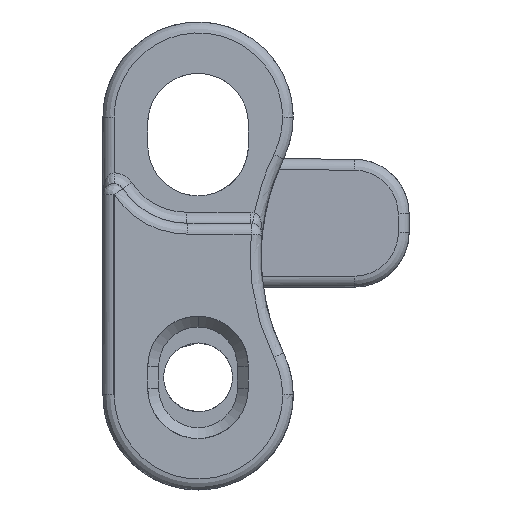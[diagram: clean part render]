
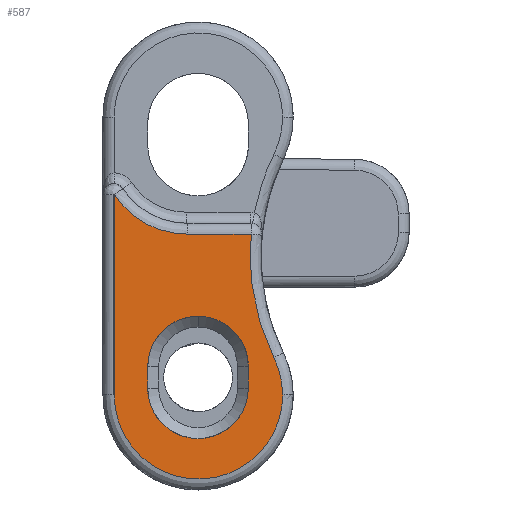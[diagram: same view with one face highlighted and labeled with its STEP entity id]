
A CAD part, left-side view. The second image highlights one B-rep face of the part: STEP entity #587.
In plain terms, the highlighted planar face has unit normal (-0.999, -0.035, 0).
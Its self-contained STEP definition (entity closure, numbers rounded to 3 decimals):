
#188 = VERTEX_POINT ( 'NONE', #14958 ) ;
#200 = CARTESIAN_POINT ( 'NONE',  ( -42.092, -7.82, -4.646 ) ) ;
#285 = AXIS2_PLACEMENT_3D ( 'NONE', #16946, #15564, #16703 ) ;
#539 = CARTESIAN_POINT ( 'NONE',  ( -42.092, -7.82, -4.646 ) ) ;
#587 = ADVANCED_FACE ( 'NONE', ( #2306, #10253 ), #10336, .T. ) ;
#737 = DIRECTION ( 'NONE',  ( 0., 0., -1. ) ) ;
#896 = CARTESIAN_POINT ( 'NONE',  ( -42.078, -8.217, -6.35 ) ) ;
#1009 = CARTESIAN_POINT ( 'NONE',  ( -42.078, -8.217, -5.757 ) ) ;
#1134 = CARTESIAN_POINT ( 'NONE',  ( -42.347, -0.517, -6.35 ) ) ;
#1347 = CARTESIAN_POINT ( 'NONE',  ( -42.278, -2.484, 1. ) ) ;
#1602 = CARTESIAN_POINT ( 'NONE',  ( -42.128, -6.784, 1. ) ) ;
#1688 = CARTESIAN_POINT ( 'NONE',  ( -42.293, -2.05, -5.05 ) ) ;
#2084 =( BOUNDED_CURVE ( )  B_SPLINE_CURVE ( 3, ( #200, #13438, #8063, #14585 ),
 .UNSPECIFIED., .F., .T. ) 
 B_SPLINE_CURVE_WITH_KNOTS ( ( 4, 4 ),
 ( 2.683, 3.237 ),
 .UNSPECIFIED. ) 
 CURVE ( )  GEOMETRIC_REPRESENTATION_ITEM ( )  RATIONAL_B_SPLINE_CURVE ( ( 1., 0.975, 0.975, 1. ) ) 
 REPRESENTATION_ITEM ( '' )  );
#2114 = DIRECTION ( 'NONE',  ( 0., 0., -1. ) ) ;
#2136 = CARTESIAN_POINT ( 'NONE',  ( -42.092, -7.82, -4.646 ) ) ;
#2199 = VERTEX_POINT ( 'NONE', #15308 ) ;
#2306 = FACE_BOUND ( 'NONE', #13498, .T. ) ;
#2498 = LINE ( 'NONE', #6309, #12847 ) ;
#2861 = VERTEX_POINT ( 'NONE', #13853 ) ;
#2920 = VERTEX_POINT ( 'NONE', #15747 ) ;
#3060 = LINE ( 'NONE', #8321, #9525 ) ;
#3454 = CARTESIAN_POINT ( 'NONE',  ( -42.166, -5.697, -8.35 ) ) ;
#3526 = ORIENTED_EDGE ( 'NONE', *, *, #13708, .T. ) ;
#3529 = CARTESIAN_POINT ( 'NONE',  ( -42.083, -8.083, -5.179 ) ) ;
#3639 = ORIENTED_EDGE ( 'NONE', *, *, #12097, .T. ) ;
#3652 = CARTESIAN_POINT ( 'NONE',  ( -42.26, -3.003, -8.35 ) ) ;
#3702 = CARTESIAN_POINT ( 'NONE',  ( -42.321, -1.273, 1.652 ) ) ;
#4365 = CARTESIAN_POINT ( 'NONE',  ( -42.133, -6.65, -5.05 ) ) ;
#4557 = CARTESIAN_POINT ( 'NONE',  ( -42.133, -6.65, -5.05 ) ) ;
#4669 = CARTESIAN_POINT ( 'NONE',  ( -42.133, -6.65, -6.05 ) ) ;
#5023 = ORIENTED_EDGE ( 'NONE', *, *, #14769, .T. ) ;
#5312 = CARTESIAN_POINT ( 'NONE',  ( -42.293, -2.05, -5.05 ) ) ;
#5332 = EDGE_CURVE ( 'NONE', #13292, #2199, #10766, .T. ) ;
#5349 = LINE ( 'NONE', #11224, #15432 ) ;
#5465 = EDGE_CURVE ( 'NONE', #8038, #8208, #16577, .T. ) ;
#6121 = EDGE_CURVE ( 'NONE', #2199, #11159, #10824, .T. ) ;
#6157 = CARTESIAN_POINT ( 'NONE',  ( -42.347, -0.517, -14.05 ) ) ;
#6309 = CARTESIAN_POINT ( 'NONE',  ( -42.293, -2.05, -6.05 ) ) ;
#6383 = DIRECTION ( 'NONE',  ( 0., 0., 1. ) ) ;
#7419 =( BOUNDED_CURVE ( )  B_SPLINE_CURVE ( 3, ( #14250, #1009, #3529, #2136 ),
 .UNSPECIFIED., .F., .T. ) 
 B_SPLINE_CURVE_WITH_KNOTS ( ( 4, 4 ),
 ( 0., 0.458 ),
 .UNSPECIFIED. ) 
 CURVE ( )  GEOMETRIC_REPRESENTATION_ITEM ( )  RATIONAL_B_SPLINE_CURVE ( ( 1., 0.983, 0.983, 1. ) ) 
 REPRESENTATION_ITEM ( '' )  );
#7427 = CARTESIAN_POINT ( 'NONE',  ( -42.133, -6.65, -6.05 ) ) ;
#7664 = CARTESIAN_POINT ( 'NONE',  ( -42.133, -6.65, -7.397 ) ) ;
#7721 = EDGE_CURVE ( 'NONE', #2861, #2920, #15510, .T. ) ;
#7946 = ORIENTED_EDGE ( 'NONE', *, *, #14825, .T. ) ;
#8038 = VERTEX_POINT ( 'NONE', #5312 ) ;
#8063 = CARTESIAN_POINT ( 'NONE',  ( -42.135, -6.597, -0.955 ) ) ;
#8208 = VERTEX_POINT ( 'NONE', #4365 ) ;
#8321 = CARTESIAN_POINT ( 'NONE',  ( -42.133, -6.65, -6.05 ) ) ;
#8770 = VERTEX_POINT ( 'NONE', #16456 ) ;
#8918 = CARTESIAN_POINT ( 'NONE',  ( -42.293, -2.05, -6.05 ) ) ;
#8933 = EDGE_LOOP ( 'NONE', ( #15495, #14755, #7946, #12820, #5023, #10771 ) ) ;
#8966 = CARTESIAN_POINT ( 'NONE',  ( -42.347, -0.517, 2.8 ) ) ;
#9525 = VECTOR ( 'NONE', #737, 1000. ) ;
#9738 = CARTESIAN_POINT ( 'NONE',  ( -42.133, -6.65, -0.45 ) ) ;
#9880 = ORIENTED_EDGE ( 'NONE', *, *, #5332, .T. ) ;
#10253 = FACE_OUTER_BOUND ( 'NONE', #8933, .T. ) ;
#10336 = PLANE ( 'NONE',  #285 ) ;
#10613 = VECTOR ( 'NONE', #2114, 1000. ) ;
#10766 =( BOUNDED_CURVE ( )  B_SPLINE_CURVE ( 3, ( #4669, #7664, #3454, #11323 ),
 .UNSPECIFIED., .F., .T. ) 
 B_SPLINE_CURVE_WITH_KNOTS ( ( 4, 4 ),
 ( 0., 1.571 ),
 .UNSPECIFIED. ) 
 CURVE ( )  GEOMETRIC_REPRESENTATION_ITEM ( )  RATIONAL_B_SPLINE_CURVE ( ( 1., 0.805, 0.805, 1. ) ) 
 REPRESENTATION_ITEM ( '' )  );
#10771 = ORIENTED_EDGE ( 'NONE', *, *, #7721, .T. ) ;
#10824 =( BOUNDED_CURVE ( )  B_SPLINE_CURVE ( 3, ( #12737, #3652, #11444, #8918 ),
 .UNSPECIFIED., .F., .T. ) 
 B_SPLINE_CURVE_WITH_KNOTS ( ( 4, 4 ),
 ( 1.571, 3.142 ),
 .UNSPECIFIED. ) 
 CURVE ( )  GEOMETRIC_REPRESENTATION_ITEM ( )  RATIONAL_B_SPLINE_CURVE ( ( 1., 0.805, 0.805, 1. ) ) 
 REPRESENTATION_ITEM ( '' )  );
#11055 = EDGE_CURVE ( 'NONE', #2920, #188, #16680, .T. ) ;
#11159 = VERTEX_POINT ( 'NONE', #14057 ) ;
#11224 = CARTESIAN_POINT ( 'NONE',  ( -42.365, 0., 1. ) ) ;
#11323 = CARTESIAN_POINT ( 'NONE',  ( -42.213, -4.35, -8.35 ) ) ;
#11428 = VERTEX_POINT ( 'NONE', #539 ) ;
#11444 = CARTESIAN_POINT ( 'NONE',  ( -42.293, -2.05, -7.397 ) ) ;
#11602 = CARTESIAN_POINT ( 'NONE',  ( -42.078, -8.217, -14.05 ) ) ;
#12097 = EDGE_CURVE ( 'NONE', #11159, #8038, #2498, .T. ) ;
#12737 = CARTESIAN_POINT ( 'NONE',  ( -42.213, -4.35, -8.35 ) ) ;
#12820 = ORIENTED_EDGE ( 'NONE', *, *, #12888, .T. ) ;
#12847 = VECTOR ( 'NONE', #6383, 1000. ) ;
#12888 = EDGE_CURVE ( 'NONE', #11428, #15773, #2084, .T. ) ;
#13292 = VERTEX_POINT ( 'NONE', #7427 ) ;
#13391 = ORIENTED_EDGE ( 'NONE', *, *, #5465, .T. ) ;
#13438 = CARTESIAN_POINT ( 'NONE',  ( -42.122, -6.951, -2.886 ) ) ;
#13498 = EDGE_LOOP ( 'NONE', ( #9880, #16573, #3639, #13391, #3526 ) ) ;
#13708 = EDGE_CURVE ( 'NONE', #8208, #13292, #3060, .T. ) ;
#13716 = CARTESIAN_POINT ( 'NONE',  ( -42.293, -2.05, -0.45 ) ) ;
#13853 = CARTESIAN_POINT ( 'NONE',  ( -42.23, -3.858, 1. ) ) ;
#14057 = CARTESIAN_POINT ( 'NONE',  ( -42.293, -2.05, -6.05 ) ) ;
#14140 = CARTESIAN_POINT ( 'NONE',  ( -42.347, -0.517, 10.7 ) ) ;
#14250 = CARTESIAN_POINT ( 'NONE',  ( -42.078, -8.217, -6.35 ) ) ;
#14585 = CARTESIAN_POINT ( 'NONE',  ( -42.128, -6.784, 1. ) ) ;
#14755 = ORIENTED_EDGE ( 'NONE', *, *, #16278, .T. ) ;
#14769 = EDGE_CURVE ( 'NONE', #15773, #2861, #5349, .T. ) ;
#14825 = EDGE_CURVE ( 'NONE', #8770, #11428, #7419, .T. ) ;
#14958 = CARTESIAN_POINT ( 'NONE',  ( -42.347, -0.517, -6.35 ) ) ;
#15308 = CARTESIAN_POINT ( 'NONE',  ( -42.213, -4.35, -8.35 ) ) ;
#15432 = VECTOR ( 'NONE', #16354, 1000. ) ;
#15495 = ORIENTED_EDGE ( 'NONE', *, *, #11055, .T. ) ;
#15510 =( BOUNDED_CURVE ( )  B_SPLINE_CURVE ( 3, ( #16866, #1347, #3702, #8966 ),
 .UNSPECIFIED., .F., .T. ) 
 B_SPLINE_CURVE_WITH_KNOTS ( ( 4, 4 ),
 ( 4.712, 5.701 ),
 .UNSPECIFIED. ) 
 CURVE ( )  GEOMETRIC_REPRESENTATION_ITEM ( )  RATIONAL_B_SPLINE_CURVE ( ( 1., 0.92, 0.92, 1. ) ) 
 REPRESENTATION_ITEM ( '' )  );
#15564 = DIRECTION ( 'NONE',  ( -0.999, -0.035, 0. ) ) ;
#15747 = CARTESIAN_POINT ( 'NONE',  ( -42.347, -0.517, 2.8 ) ) ;
#15773 = VERTEX_POINT ( 'NONE', #1602 ) ;
#15839 =( BOUNDED_CURVE ( )  B_SPLINE_CURVE ( 3, ( #1134, #6157, #11602, #896 ),
 .UNSPECIFIED., .F., .T. ) 
 B_SPLINE_CURVE_WITH_KNOTS ( ( 4, 4 ),
 ( 3.142, 6.283 ),
 .UNSPECIFIED. ) 
 CURVE ( )  GEOMETRIC_REPRESENTATION_ITEM ( )  RATIONAL_B_SPLINE_CURVE ( ( 1., 0.333, 0.333, 1. ) ) 
 REPRESENTATION_ITEM ( '' )  );
#16278 = EDGE_CURVE ( 'NONE', #188, #8770, #15839, .T. ) ;
#16354 = DIRECTION ( 'NONE',  ( -0.035, 0.999, 0. ) ) ;
#16456 = CARTESIAN_POINT ( 'NONE',  ( -42.078, -8.217, -6.35 ) ) ;
#16573 = ORIENTED_EDGE ( 'NONE', *, *, #6121, .T. ) ;
#16577 =( BOUNDED_CURVE ( )  B_SPLINE_CURVE ( 3, ( #1688, #13716, #9738, #4557 ),
 .UNSPECIFIED., .F., .F. ) 
 B_SPLINE_CURVE_WITH_KNOTS ( ( 4, 4 ),
 ( 3.142, 6.283 ),
 .UNSPECIFIED. ) 
 CURVE ( )  GEOMETRIC_REPRESENTATION_ITEM ( )  RATIONAL_B_SPLINE_CURVE ( ( 1., 0.333, 0.333, 1. ) ) 
 REPRESENTATION_ITEM ( '' )  );
#16680 = LINE ( 'NONE', #14140, #10613 ) ;
#16703 = DIRECTION ( 'NONE',  ( 0.035, -0.999, 0. ) ) ;
#16866 = CARTESIAN_POINT ( 'NONE',  ( -42.23, -3.858, 1. ) ) ;
#16946 = CARTESIAN_POINT ( 'NONE',  ( -42.365, 0., 10.7 ) ) ;
